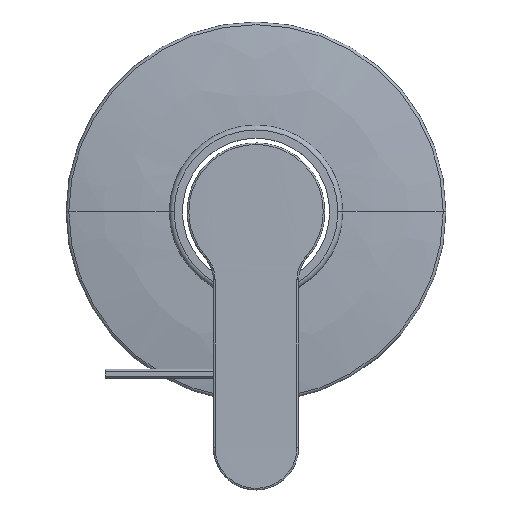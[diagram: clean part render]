
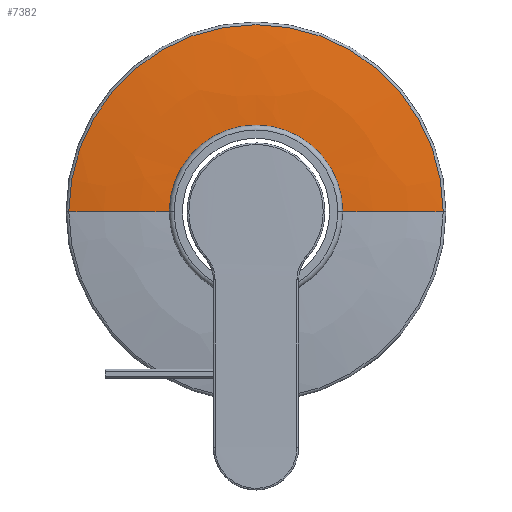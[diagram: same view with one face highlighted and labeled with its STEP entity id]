
A CAD part, top view. The second image highlights one B-rep face of the part: STEP entity #7382.
In plain terms, the highlighted free-form (B-spline) face has degree [3, 3] with [7, 4] control points.
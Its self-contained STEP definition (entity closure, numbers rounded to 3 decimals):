
#7077=CARTESIAN_POINT('',(0.,6.149,0.));
#7078=DIRECTION('',(0.,1.,0.));
#7079=DIRECTION('',(-1.,0.,0.));
#7080=AXIS2_PLACEMENT_3D('',#7077,#7078,#7079);
#7109=CARTESIAN_POINT('',(25.,-174.,0.));
#7110=DIRECTION('',(0.,0.,1.));
#7111=DIRECTION('',(0.176,0.984,0.));
#7112=AXIS2_PLACEMENT_3D('',#7109,#7110,#7111);
#7117=CARTESIAN_POINT('',(-25.,-174.,0.));
#7118=DIRECTION('',(0.,0.,-1.));
#7119=DIRECTION('',(-0.176,0.984,0.));
#7120=AXIS2_PLACEMENT_3D('',#7117,#7118,#7119);
#7147=CARTESIAN_POINT('',(0.,9.,0.));
#7148=DIRECTION('',(0.,-1.,0.));
#7149=DIRECTION('',(1.,0.,0.));
#7150=AXIS2_PLACEMENT_3D('',#7147,#7148,#7149);
#7311=CARTESIAN_POINT('',(25.,9.,0.));
#7313=VERTEX_POINT('',#7311);
#7315=CARTESIAN_POINT('',(-25.,9.,0.));
#7317=VERTEX_POINT('',#7315);
#7327=CARTESIAN_POINT('',(57.176,6.149,0.));
#7328=CARTESIAN_POINT('',(-57.176,6.149,
0.));
#7329=VERTEX_POINT('',#7327);
#7330=VERTEX_POINT('',#7328);
#7343=CARTESIAN_POINT('',(24.305,8.999,-1.529));
#7344=CARTESIAN_POINT('',(35.511,9.039,-2.234));
#7345=CARTESIAN_POINT('',(46.674,8.048,-2.936));
#7346=CARTESIAN_POINT('',(57.698,6.034,-3.63));
#7347=CARTESIAN_POINT('',(25.246,8.999,13.428));
#7348=CARTESIAN_POINT('',(36.886,9.039,19.619));
#7349=CARTESIAN_POINT('',(48.481,8.048,25.786));
#7350=CARTESIAN_POINT('',(59.932,6.034,31.877));
#7351=CARTESIAN_POINT('',(14.987,8.999,24.353));
#7352=CARTESIAN_POINT('',(21.897,9.039,35.581));
#7353=CARTESIAN_POINT('',(28.78,8.048,46.766));
#7354=CARTESIAN_POINT('',(35.578,6.034,57.812));
#7355=CARTESIAN_POINT('',(0.,8.999,24.353));
#7356=CARTESIAN_POINT('',(0.,9.039,35.581));
#7357=CARTESIAN_POINT('',(0.,8.048,46.766));
#7358=CARTESIAN_POINT('',(0.,6.034,57.812));
#7359=CARTESIAN_POINT('',(-14.987,8.999,24.353));
#7360=CARTESIAN_POINT('',(-21.897,9.039,35.581));
#7361=CARTESIAN_POINT('',(-28.78,8.048,46.766));
#7362=CARTESIAN_POINT('',(-35.578,6.034,57.812));
#7363=CARTESIAN_POINT('',(-25.246,8.999,13.428));
#7364=CARTESIAN_POINT('',(-36.886,9.039,19.619));
#7365=CARTESIAN_POINT('',(-48.481,8.048,25.786));
#7366=CARTESIAN_POINT('',(-59.932,6.034,31.877));
#7367=CARTESIAN_POINT('',(-24.305,8.999,
-1.529));
#7368=CARTESIAN_POINT('',(-35.511,9.039,
-2.234));
#7369=CARTESIAN_POINT('',(-46.674,8.048,
-2.936));
#7370=CARTESIAN_POINT('',(-57.698,6.034,
-3.63));
#7371=(BOUNDED_SURFACE()B_SPLINE_SURFACE(3,3,((#7343,#7344,#7345,#7346),(#7347,
#7348,#7349,#7350),(#7351,#7352,#7353,#7354),(#7355,#7356,#7357,#7358),(#7359,
#7360,#7361,#7362),(#7363,#7364,#7365,#7366),(#7367,#7368,#7369,#7370)),
.UNSPECIFIED.,.F.,.F.,.F.)B_SPLINE_SURFACE_WITH_KNOTS((4,3,4),(4,4),(0.,1.,
2.),(0.,1.),.UNSPECIFIED.)GEOMETRIC_REPRESENTATION_ITEM()RATIONAL_B_SPLINE_SURFACE(((1.19,1.186,1.186,1.19),(
0.94,0.937,0.937,0.94),(
0.94,0.937,0.937,0.94),(
1.19,1.186,1.186,1.19),(
0.94,0.937,0.937,0.94),(
0.94,0.937,0.937,0.94),(
1.19,1.186,1.186,1.19)))REPRESENTATION_ITEM('')SURFACE());
#7373=ORIENTED_EDGE('',*,*,#7372,.F.);
#7375=ORIENTED_EDGE('',*,*,#7374,.T.);
#7377=ORIENTED_EDGE('',*,*,#7376,.F.);
#7379=ORIENTED_EDGE('',*,*,#7378,.F.);
#7380=EDGE_LOOP('',(#7373,#7375,#7377,#7379));
#7381=FACE_OUTER_BOUND('',#7380,.F.);
#7382=ADVANCED_FACE('',(#7381),#7371,.T.);
#7081=CIRCLE('',#7080,57.176);
#7113=CIRCLE('',#7112,183.);
#7121=CIRCLE('',#7120,183.);
#7151=CIRCLE('',#7150,25.);
#7372=EDGE_CURVE('',#7330,#7329,#7081,.T.);
#7374=EDGE_CURVE('',#7330,#7317,#7121,.T.);
#7376=EDGE_CURVE('',#7313,#7317,#7151,.T.);
#7378=EDGE_CURVE('',#7329,#7313,#7113,.T.);
